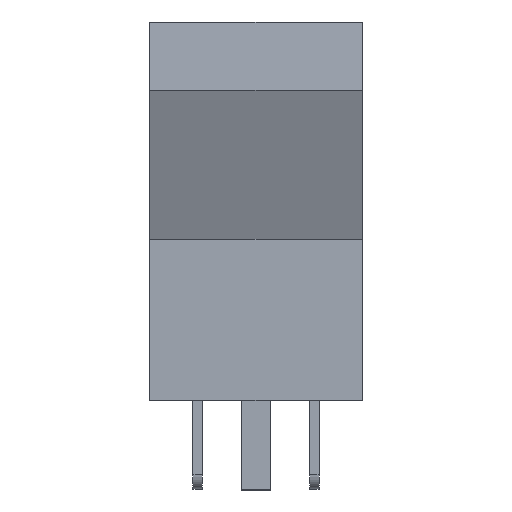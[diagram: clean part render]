
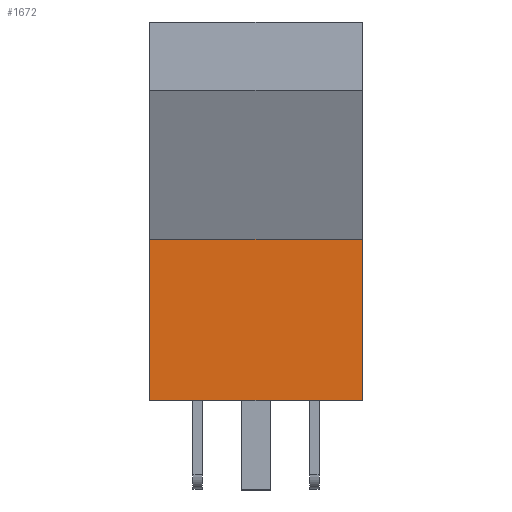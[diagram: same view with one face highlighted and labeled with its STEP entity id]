
A CAD part, top view. The second image highlights one B-rep face of the part: STEP entity #1672.
In plain terms, the highlighted planar face has unit normal (0, 0, 1).
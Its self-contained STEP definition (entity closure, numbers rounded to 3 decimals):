
#340=DIRECTION('',(1.,0.,0.));
#341=VECTOR('',#340,9.27);
#342=CARTESIAN_POINT('',(-4.635,-1.224,9.71));
#343=LINE('',#342,#341);
#344=DIRECTION('',(1.,0.,0.));
#345=VECTOR('',#344,9.27);
#346=CARTESIAN_POINT('',(-4.635,-8.23,9.71));
#347=LINE('',#346,#345);
#376=DIRECTION('',(0.,-1.,0.));
#377=VECTOR('',#376,7.006);
#378=CARTESIAN_POINT('',(-4.635,-1.224,9.71));
#379=LINE('',#378,#377);
#430=DIRECTION('',(0.,-1.,0.));
#431=VECTOR('',#430,7.006);
#432=CARTESIAN_POINT('',(4.635,-1.224,9.71));
#433=LINE('',#432,#431);
#1291=CARTESIAN_POINT('',(4.635,-1.224,9.71));
#1293=VERTEX_POINT('',#1291);
#1294=CARTESIAN_POINT('',(4.635,-8.23,9.71));
#1295=VERTEX_POINT('',#1294);
#1324=CARTESIAN_POINT('',(-4.635,-1.224,9.71));
#1325=VERTEX_POINT('',#1324);
#1326=CARTESIAN_POINT('',(-4.635,-8.23,9.71));
#1327=VERTEX_POINT('',#1326);
#1658=CARTESIAN_POINT('',(2.985,-1.224,9.71));
#1659=DIRECTION('',(0.,0.,1.));
#1660=DIRECTION('',(0.,-1.,0.));
#1661=AXIS2_PLACEMENT_3D('',#1658,#1659,#1660);
#1662=PLANE('',#1661);
#1664=ORIENTED_EDGE('',*,*,#1663,.F.);
#1666=ORIENTED_EDGE('',*,*,#1665,.F.);
#1667=ORIENTED_EDGE('',*,*,#1648,.T.);
#1669=ORIENTED_EDGE('',*,*,#1668,.T.);
#1670=EDGE_LOOP('',(#1664,#1666,#1667,#1669));
#1671=FACE_OUTER_BOUND('',#1670,.F.);
#1648=EDGE_CURVE('',#1325,#1293,#343,.T.);
#1663=EDGE_CURVE('',#1327,#1295,#347,.T.);
#1665=EDGE_CURVE('',#1325,#1327,#379,.T.);
#1668=EDGE_CURVE('',#1293,#1295,#433,.T.);
#1672=ADVANCED_FACE('',(#1671),#1662,.T.);
